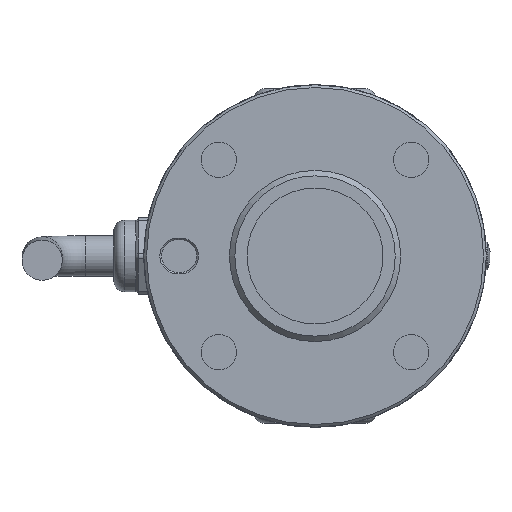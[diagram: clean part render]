
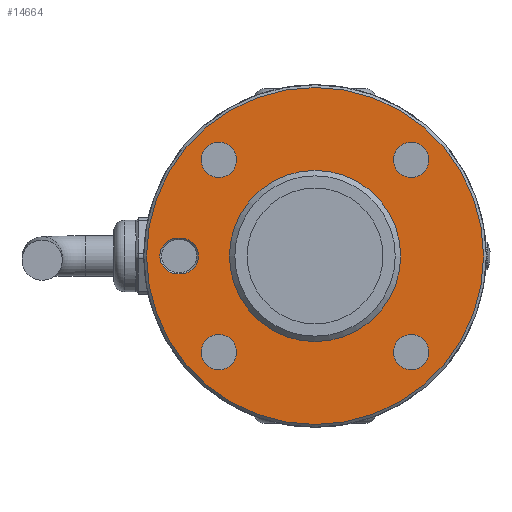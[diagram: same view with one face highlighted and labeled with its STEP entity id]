
A CAD part, front view. The second image highlights one B-rep face of the part: STEP entity #14664.
In plain terms, the highlighted planar face has unit normal (0, -1, 0).
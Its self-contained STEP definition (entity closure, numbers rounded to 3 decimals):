
#79 = FACE_BOUND ( 'NONE', #17802, .T. ) ;
#188 = DIRECTION ( 'NONE',  ( 0., 1., 0. ) ) ;
#210 = CARTESIAN_POINT ( 'NONE',  ( -31., 0., 0. ) ) ;
#292 = DIRECTION ( 'NONE',  ( 0., 1., 0. ) ) ;
#312 = DIRECTION ( 'NONE',  ( 0., 0., -1. ) ) ;
#451 = CIRCLE ( 'NONE', #15303, 31. ) ;
#544 = EDGE_LOOP ( 'NONE', ( #3490 ) ) ;
#624 = DIRECTION ( 'NONE',  ( -1., 0., 0. ) ) ;
#735 = CIRCLE ( 'NONE', #14199, 3.3 ) ;
#919 = EDGE_LOOP ( 'NONE', ( #7248 ) ) ;
#1373 = DIRECTION ( 'NONE',  ( -1., 0., 0. ) ) ;
#1637 = CARTESIAN_POINT ( 'NONE',  ( -20.928, 0., -17.678 ) ) ;
#1941 = AXIS2_PLACEMENT_3D ( 'NONE', #8237, #16793, #16719 ) ;
#1949 = VERTEX_POINT ( 'NONE', #1637 ) ;
#2084 = VERTEX_POINT ( 'NONE', #18100 ) ;
#2419 = CIRCLE ( 'NONE', #3347, 3.3 ) ;
#3004 = CARTESIAN_POINT ( 'NONE',  ( -24.75, 0., 0. ) ) ;
#3147 = CARTESIAN_POINT ( 'NONE',  ( -20.928, 0., 17.678 ) ) ;
#3347 = AXIS2_PLACEMENT_3D ( 'NONE', #5849, #8660, #312 ) ;
#3390 = CARTESIAN_POINT ( 'NONE',  ( 0., 0., 0. ) ) ;
#3490 = ORIENTED_EDGE ( 'NONE', *, *, #11499, .T. ) ;
#3852 = FACE_BOUND ( 'NONE', #17065, .T. ) ;
#3979 = CARTESIAN_POINT ( 'NONE',  ( -25.25, 0., 3.3 ) ) ;
#4139 = CARTESIAN_POINT ( 'NONE',  ( 14.428, 0., -17.678 ) ) ;
#4336 = CARTESIAN_POINT ( 'NONE',  ( 17.678, 0., 17.678 ) ) ;
#4387 = VERTEX_POINT ( 'NONE', #15353 ) ;
#4500 = DIRECTION ( 'NONE',  ( 1., 0., 0. ) ) ;
#4538 = CARTESIAN_POINT ( 'NONE',  ( -17.678, 0., 17.678 ) ) ;
#4927 = DIRECTION ( 'NONE',  ( -1., 0., 0. ) ) ;
#5427 = CARTESIAN_POINT ( 'NONE',  ( 17.678, 0., -17.678 ) ) ;
#5568 = ORIENTED_EDGE ( 'NONE', *, *, #16263, .T. ) ;
#5849 = CARTESIAN_POINT ( 'NONE',  ( -25.25, 0., 0. ) ) ;
#5854 = FACE_OUTER_BOUND ( 'NONE', #15579, .T. ) ;
#6069 = FACE_BOUND ( 'NONE', #15602, .T. ) ;
#6131 = DIRECTION ( 'NONE',  ( 0., 1., 0. ) ) ;
#6183 = ORIENTED_EDGE ( 'NONE', *, *, #14750, .F. ) ;
#6421 = ORIENTED_EDGE ( 'NONE', *, *, #14785, .T. ) ;
#6552 = CIRCLE ( 'NONE', #17361, 3.25 ) ;
#6585 = VERTEX_POINT ( 'NONE', #210 ) ;
#7200 = CARTESIAN_POINT ( 'NONE',  ( 0., 0., -3.3 ) ) ;
#7241 = DIRECTION ( 'NONE',  ( 0., 0., -1. ) ) ;
#7248 = ORIENTED_EDGE ( 'NONE', *, *, #12924, .T. ) ;
#7593 = FACE_BOUND ( 'NONE', #8619, .T. ) ;
#7840 = VERTEX_POINT ( 'NONE', #3979 ) ;
#8065 = DIRECTION ( 'NONE',  ( 0., 1., 0. ) ) ;
#8237 = CARTESIAN_POINT ( 'NONE',  ( 0., 0., 0. ) ) ;
#8619 = EDGE_LOOP ( 'NONE', ( #6421 ) ) ;
#8655 = PLANE ( 'NONE',  #10735 ) ;
#8660 = DIRECTION ( 'NONE',  ( 0., -1., 0. ) ) ;
#9650 = VERTEX_POINT ( 'NONE', #4139 ) ;
#10003 = ORIENTED_EDGE ( 'NONE', *, *, #16696, .F. ) ;
#10735 = AXIS2_PLACEMENT_3D ( 'NONE', #11256, #188, #1373 ) ;
#10899 = FACE_BOUND ( 'NONE', #544, .T. ) ;
#11071 = CIRCLE ( 'NONE', #1941, 15.75 ) ;
#11235 = CIRCLE ( 'NONE', #15934, 3.25 ) ;
#11256 = CARTESIAN_POINT ( 'NONE',  ( 0., 0., 0. ) ) ;
#11383 = CARTESIAN_POINT ( 'NONE',  ( -24.75, 0., -3.3 ) ) ;
#11499 = EDGE_CURVE ( 'NONE', #9650, #9650, #11235, .T. ) ;
#11785 = CIRCLE ( 'NONE', #15492, 3.25 ) ;
#11802 = FACE_BOUND ( 'NONE', #919, .T. ) ;
#11882 = VERTEX_POINT ( 'NONE', #17287 ) ;
#11898 = VERTEX_POINT ( 'NONE', #15039 ) ;
#11911 = LINE ( 'NONE', #17436, #15462 ) ;
#12021 = VECTOR ( 'NONE', #4500, 1000. ) ;
#12400 = DIRECTION ( 'NONE',  ( -1., 0., 0. ) ) ;
#12534 = DIRECTION ( 'NONE',  ( 0., 1., 0. ) ) ;
#12863 = DIRECTION ( 'NONE',  ( 0., -1., 0. ) ) ;
#12924 = EDGE_CURVE ( 'NONE', #4387, #4387, #6552, .T. ) ;
#13204 = DIRECTION ( 'NONE',  ( 0., 1., 0. ) ) ;
#14008 = AXIS2_PLACEMENT_3D ( 'NONE', #14078, #12534, #18230 ) ;
#14078 = CARTESIAN_POINT ( 'NONE',  ( -17.678, 0., -17.678 ) ) ;
#14199 = AXIS2_PLACEMENT_3D ( 'NONE', #3004, #12863, #7241 ) ;
#14209 = EDGE_CURVE ( 'NONE', #2084, #17618, #16243, .T. ) ;
#14213 = DIRECTION ( 'NONE',  ( -1., 0., 0. ) ) ;
#14664 = ADVANCED_FACE ( 'NONE', ( #7593, #11802, #10899, #3852, #6069, #79, #5854 ), #8655, .F. ) ;
#14750 = EDGE_CURVE ( 'NONE', #17618, #11898, #735, .T. ) ;
#14785 = EDGE_CURVE ( 'NONE', #16996, #16996, #11785, .T. ) ;
#15039 = CARTESIAN_POINT ( 'NONE',  ( -24.75, 0., 3.3 ) ) ;
#15303 = AXIS2_PLACEMENT_3D ( 'NONE', #3390, #13204, #4927 ) ;
#15353 = CARTESIAN_POINT ( 'NONE',  ( 14.428, 0., 17.678 ) ) ;
#15462 = VECTOR ( 'NONE', #624, 1000. ) ;
#15492 = AXIS2_PLACEMENT_3D ( 'NONE', #4538, #6131, #15898 ) ;
#15579 = EDGE_LOOP ( 'NONE', ( #16404 ) ) ;
#15602 = EDGE_LOOP ( 'NONE', ( #10003 ) ) ;
#15898 = DIRECTION ( 'NONE',  ( -1., 0., 0. ) ) ;
#15934 = AXIS2_PLACEMENT_3D ( 'NONE', #5427, #8065, #12400 ) ;
#16243 = LINE ( 'NONE', #7200, #12021 ) ;
#16263 = EDGE_CURVE ( 'NONE', #1949, #1949, #17495, .T. ) ;
#16404 = ORIENTED_EDGE ( 'NONE', *, *, #16588, .F. ) ;
#16585 = ORIENTED_EDGE ( 'NONE', *, *, #18023, .F. ) ;
#16588 = EDGE_CURVE ( 'NONE', #6585, #6585, #451, .T. ) ;
#16696 = EDGE_CURVE ( 'NONE', #11882, #11882, #11071, .T. ) ;
#16719 = DIRECTION ( 'NONE',  ( -1., 0., 0. ) ) ;
#16793 = DIRECTION ( 'NONE',  ( 0., -1., 0. ) ) ;
#16996 = VERTEX_POINT ( 'NONE', #3147 ) ;
#17065 = EDGE_LOOP ( 'NONE', ( #5568 ) ) ;
#17287 = CARTESIAN_POINT ( 'NONE',  ( -15.75, 0., 0. ) ) ;
#17361 = AXIS2_PLACEMENT_3D ( 'NONE', #4336, #292, #14213 ) ;
#17436 = CARTESIAN_POINT ( 'NONE',  ( 0., 0., 3.3 ) ) ;
#17457 = ORIENTED_EDGE ( 'NONE', *, *, #14209, .F. ) ;
#17495 = CIRCLE ( 'NONE', #14008, 3.25 ) ;
#17618 = VERTEX_POINT ( 'NONE', #11383 ) ;
#17802 = EDGE_LOOP ( 'NONE', ( #6183, #17457, #18247, #16585 ) ) ;
#17854 = EDGE_CURVE ( 'NONE', #7840, #2084, #2419, .T. ) ;
#18023 = EDGE_CURVE ( 'NONE', #11898, #7840, #11911, .T. ) ;
#18100 = CARTESIAN_POINT ( 'NONE',  ( -25.25, 0., -3.3 ) ) ;
#18230 = DIRECTION ( 'NONE',  ( -1., 0., 0. ) ) ;
#18247 = ORIENTED_EDGE ( 'NONE', *, *, #17854, .F. ) ;
